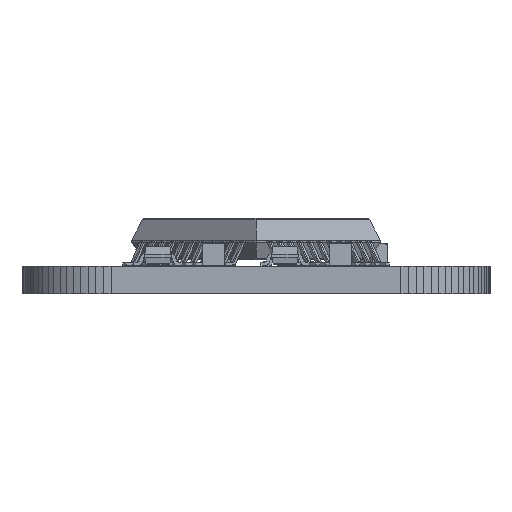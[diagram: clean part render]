
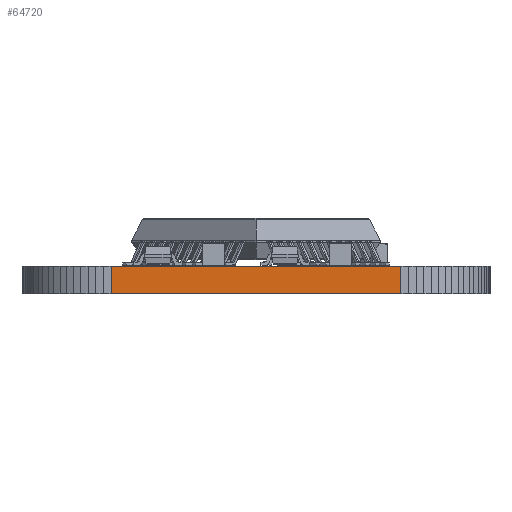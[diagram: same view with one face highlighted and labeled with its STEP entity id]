
A CAD part, front view. The second image highlights one B-rep face of the part: STEP entity #64720.
In plain terms, the highlighted planar face has unit normal (0, -1, 0).
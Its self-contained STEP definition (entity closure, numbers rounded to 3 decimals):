
#54759 = PLANE('',#54760);
#54760 = AXIS2_PLACEMENT_3D('',#54761,#54762,#54763);
#54761 = CARTESIAN_POINT('',(11.43,-39.37,1.58));
#54762 = DIRECTION('',(-0.,-0.,-1.));
#54763 = DIRECTION('',(-1.,0.,0.));
#54813 = PLANE('',#54814);
#54814 = AXIS2_PLACEMENT_3D('',#54815,#54816,#54817);
#54815 = CARTESIAN_POINT('',(11.43,-39.37,0.));
#54816 = DIRECTION('',(-0.,-0.,-1.));
#54817 = DIRECTION('',(-1.,0.,0.));
#55902 = VERTEX_POINT('',#55903);
#55903 = CARTESIAN_POINT('',(19.685,-84.455,0.));
#55917 = PLANE('',#55918);
#55918 = AXIS2_PLACEMENT_3D('',#55919,#55920,#55921);
#55919 = CARTESIAN_POINT('',(20.128,-84.436,0.));
#55920 = DIRECTION('',(0.044,-0.999,0.));
#55921 = DIRECTION('',(-0.999,-0.044,0.));
#55929 = EDGE_CURVE('',#55902,#55930,#55932,.T.);
#55930 = VERTEX_POINT('',#55931);
#55931 = CARTESIAN_POINT('',(3.175,-84.455,0.));
#55932 = SURFACE_CURVE('',#55933,(#55937,#55944),.PCURVE_S1.);
#55933 = LINE('',#55934,#55935);
#55934 = CARTESIAN_POINT('',(19.685,-84.455,0.));
#55935 = VECTOR('',#55936,1.);
#55936 = DIRECTION('',(-1.,0.,0.));
#55937 = PCURVE('',#54813,#55938);
#55938 = DEFINITIONAL_REPRESENTATION('',(#55939),#55943);
#55939 = LINE('',#55940,#55941);
#55940 = CARTESIAN_POINT('',(-8.255,-45.085));
#55941 = VECTOR('',#55942,1.);
#55942 = DIRECTION('',(1.,0.));
#55943 = ( GEOMETRIC_REPRESENTATION_CONTEXT(2) 
PARAMETRIC_REPRESENTATION_CONTEXT() REPRESENTATION_CONTEXT('2D SPACE',''
  ) );
#55944 = PCURVE('',#55945,#55950);
#55945 = PLANE('',#55946);
#55946 = AXIS2_PLACEMENT_3D('',#55947,#55948,#55949);
#55947 = CARTESIAN_POINT('',(19.685,-84.455,0.));
#55948 = DIRECTION('',(0.,-1.,0.));
#55949 = DIRECTION('',(-1.,0.,0.));
#55950 = DEFINITIONAL_REPRESENTATION('',(#55951),#55955);
#55951 = LINE('',#55952,#55953);
#55952 = CARTESIAN_POINT('',(0.,-0.));
#55953 = VECTOR('',#55954,1.);
#55954 = DIRECTION('',(1.,0.));
#55955 = ( GEOMETRIC_REPRESENTATION_CONTEXT(2) 
PARAMETRIC_REPRESENTATION_CONTEXT() REPRESENTATION_CONTEXT('2D SPACE',''
  ) );
#55973 = PLANE('',#55974);
#55974 = AXIS2_PLACEMENT_3D('',#55975,#55976,#55977);
#55975 = CARTESIAN_POINT('',(3.175,-84.455,0.));
#55976 = DIRECTION('',(-0.044,-0.999,0.));
#55977 = DIRECTION('',(-0.999,0.044,0.));
#60020 = VERTEX_POINT('',#60021);
#60021 = CARTESIAN_POINT('',(19.685,-84.455,1.58));
#60042 = EDGE_CURVE('',#60020,#60043,#60045,.T.);
#60043 = VERTEX_POINT('',#60044);
#60044 = CARTESIAN_POINT('',(3.175,-84.455,1.58));
#60045 = SURFACE_CURVE('',#60046,(#60050,#60057),.PCURVE_S1.);
#60046 = LINE('',#60047,#60048);
#60047 = CARTESIAN_POINT('',(19.685,-84.455,1.58));
#60048 = VECTOR('',#60049,1.);
#60049 = DIRECTION('',(-1.,0.,0.));
#60050 = PCURVE('',#54759,#60051);
#60051 = DEFINITIONAL_REPRESENTATION('',(#60052),#60056);
#60052 = LINE('',#60053,#60054);
#60053 = CARTESIAN_POINT('',(-8.255,-45.085));
#60054 = VECTOR('',#60055,1.);
#60055 = DIRECTION('',(1.,0.));
#60056 = ( GEOMETRIC_REPRESENTATION_CONTEXT(2) 
PARAMETRIC_REPRESENTATION_CONTEXT() REPRESENTATION_CONTEXT('2D SPACE',''
  ) );
#60057 = PCURVE('',#55945,#60058);
#60058 = DEFINITIONAL_REPRESENTATION('',(#60059),#60063);
#60059 = LINE('',#60060,#60061);
#60060 = CARTESIAN_POINT('',(0.,-1.58));
#60061 = VECTOR('',#60062,1.);
#60062 = DIRECTION('',(1.,0.));
#60063 = ( GEOMETRIC_REPRESENTATION_CONTEXT(2) 
PARAMETRIC_REPRESENTATION_CONTEXT() REPRESENTATION_CONTEXT('2D SPACE',''
  ) );
#64672 = EDGE_CURVE('',#55902,#60020,#64673,.T.);
#64673 = SURFACE_CURVE('',#64674,(#64678,#64685),.PCURVE_S1.);
#64674 = LINE('',#64675,#64676);
#64675 = CARTESIAN_POINT('',(19.685,-84.455,0.));
#64676 = VECTOR('',#64677,1.);
#64677 = DIRECTION('',(0.,0.,1.));
#64678 = PCURVE('',#55917,#64679);
#64679 = DEFINITIONAL_REPRESENTATION('',(#64680),#64684);
#64680 = LINE('',#64681,#64682);
#64681 = CARTESIAN_POINT('',(0.443,0.));
#64682 = VECTOR('',#64683,1.);
#64683 = DIRECTION('',(0.,-1.));
#64684 = ( GEOMETRIC_REPRESENTATION_CONTEXT(2) 
PARAMETRIC_REPRESENTATION_CONTEXT() REPRESENTATION_CONTEXT('2D SPACE',''
  ) );
#64685 = PCURVE('',#55945,#64686);
#64686 = DEFINITIONAL_REPRESENTATION('',(#64687),#64691);
#64687 = LINE('',#64688,#64689);
#64688 = CARTESIAN_POINT('',(0.,-0.));
#64689 = VECTOR('',#64690,1.);
#64690 = DIRECTION('',(0.,-1.));
#64691 = ( GEOMETRIC_REPRESENTATION_CONTEXT(2) 
PARAMETRIC_REPRESENTATION_CONTEXT() REPRESENTATION_CONTEXT('2D SPACE',''
  ) );
#64720 = ADVANCED_FACE('',(#64721),#55945,.T.);
#64721 = FACE_BOUND('',#64722,.T.);
#64722 = EDGE_LOOP('',(#64723,#64724,#64725,#64746));
#64723 = ORIENTED_EDGE('',*,*,#64672,.T.);
#64724 = ORIENTED_EDGE('',*,*,#60042,.T.);
#64725 = ORIENTED_EDGE('',*,*,#64726,.F.);
#64726 = EDGE_CURVE('',#55930,#60043,#64727,.T.);
#64727 = SURFACE_CURVE('',#64728,(#64732,#64739),.PCURVE_S1.);
#64728 = LINE('',#64729,#64730);
#64729 = CARTESIAN_POINT('',(3.175,-84.455,0.));
#64730 = VECTOR('',#64731,1.);
#64731 = DIRECTION('',(0.,0.,1.));
#64732 = PCURVE('',#55945,#64733);
#64733 = DEFINITIONAL_REPRESENTATION('',(#64734),#64738);
#64734 = LINE('',#64735,#64736);
#64735 = CARTESIAN_POINT('',(16.51,0.));
#64736 = VECTOR('',#64737,1.);
#64737 = DIRECTION('',(0.,-1.));
#64738 = ( GEOMETRIC_REPRESENTATION_CONTEXT(2) 
PARAMETRIC_REPRESENTATION_CONTEXT() REPRESENTATION_CONTEXT('2D SPACE',''
  ) );
#64739 = PCURVE('',#55973,#64740);
#64740 = DEFINITIONAL_REPRESENTATION('',(#64741),#64745);
#64741 = LINE('',#64742,#64743);
#64742 = CARTESIAN_POINT('',(0.,0.));
#64743 = VECTOR('',#64744,1.);
#64744 = DIRECTION('',(0.,-1.));
#64745 = ( GEOMETRIC_REPRESENTATION_CONTEXT(2) 
PARAMETRIC_REPRESENTATION_CONTEXT() REPRESENTATION_CONTEXT('2D SPACE',''
  ) );
#64746 = ORIENTED_EDGE('',*,*,#55929,.F.);
